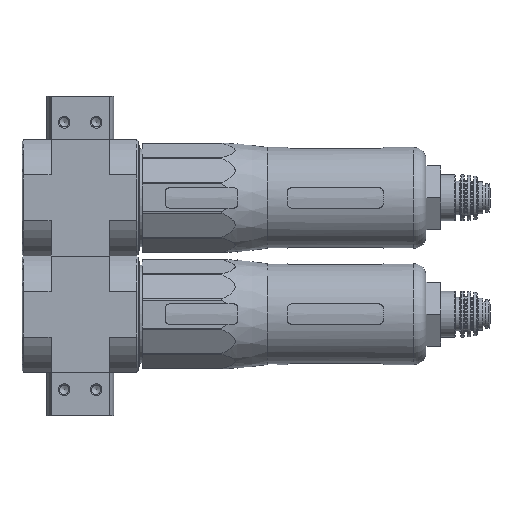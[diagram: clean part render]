
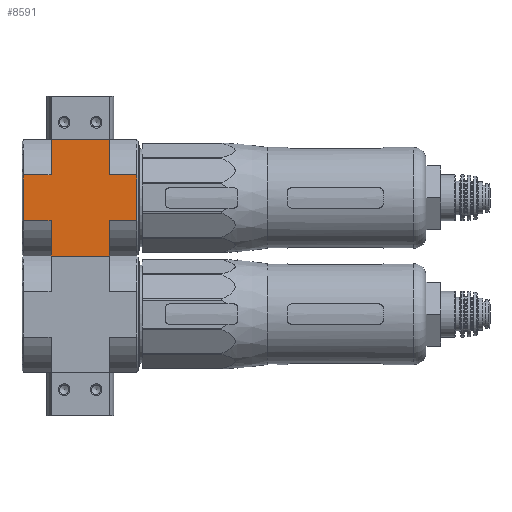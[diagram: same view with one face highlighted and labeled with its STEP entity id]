
A CAD part, left-side view. The second image highlights one B-rep face of the part: STEP entity #8591.
In plain terms, the highlighted face is planar.
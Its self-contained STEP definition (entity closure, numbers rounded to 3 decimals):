
#1895=ORIENTED_EDGE('',*,*,#3976,.T.);
#1896=ORIENTED_EDGE('',*,*,#3977,.F.);
#1897=ORIENTED_EDGE('',*,*,#3978,.T.);
#1898=ORIENTED_EDGE('',*,*,#3979,.F.);
#1899=ORIENTED_EDGE('',*,*,#3974,.T.);
#1900=ORIENTED_EDGE('',*,*,#3980,.T.);
#1901=ORIENTED_EDGE('',*,*,#3981,.F.);
#1902=ORIENTED_EDGE('',*,*,#3982,.T.);
#1903=ORIENTED_EDGE('',*,*,#3983,.F.);
#1904=ORIENTED_EDGE('',*,*,#3984,.T.);
#1905=ORIENTED_EDGE('',*,*,#3943,.F.);
#1906=ORIENTED_EDGE('',*,*,#3985,.F.);
#3943=EDGE_CURVE('',#5025,#5026,#5782,.T.);
#3974=EDGE_CURVE('',#5055,#5054,#5810,.T.);
#3976=EDGE_CURVE('',#5056,#5057,#5812,.F.);
#3977=EDGE_CURVE('',#5058,#5057,#5813,.T.);
#3978=EDGE_CURVE('',#5058,#5059,#5814,.T.);
#3979=EDGE_CURVE('',#5055,#5059,#5815,.T.);
#3980=EDGE_CURVE('',#5054,#5060,#5816,.T.);
#3981=EDGE_CURVE('',#5061,#5060,#5817,.T.);
#3982=EDGE_CURVE('',#5061,#5062,#5818,.T.);
#3983=EDGE_CURVE('',#5063,#5062,#5819,.F.);
#3984=EDGE_CURVE('',#5063,#5026,#5820,.T.);
#3985=EDGE_CURVE('',#5056,#5025,#5821,.T.);
#5025=VERTEX_POINT('',#16432);
#5026=VERTEX_POINT('',#16434);
#5054=VERTEX_POINT('',#16494);
#5055=VERTEX_POINT('',#16496);
#5056=VERTEX_POINT('',#16500);
#5057=VERTEX_POINT('',#16501);
#5058=VERTEX_POINT('',#16503);
#5059=VERTEX_POINT('',#16505);
#5060=VERTEX_POINT('',#16508);
#5061=VERTEX_POINT('',#16510);
#5062=VERTEX_POINT('',#16512);
#5063=VERTEX_POINT('',#16514);
#5782=LINE('',#16433,#6338);
#5810=LINE('',#16495,#6366);
#5812=LINE('',#16499,#6368);
#5813=LINE('',#16502,#6369);
#5814=LINE('',#16504,#6370);
#5815=LINE('',#16506,#6371);
#5816=LINE('',#16507,#6372);
#5817=LINE('',#16509,#6373);
#5818=LINE('',#16511,#6374);
#5819=LINE('',#16513,#6375);
#5820=LINE('',#16515,#6376);
#5821=LINE('',#16516,#6377);
#6338=VECTOR('',#13628,1000.);
#6366=VECTOR('',#13666,1000.);
#6368=VECTOR('',#13670,1000.);
#6369=VECTOR('',#13671,1000.);
#6370=VECTOR('',#13672,1000.);
#6371=VECTOR('',#13673,1000.);
#6372=VECTOR('',#13674,1000.);
#6373=VECTOR('',#13675,1000.);
#6374=VECTOR('',#13676,1000.);
#6375=VECTOR('',#13677,1000.);
#6376=VECTOR('',#13678,1000.);
#6377=VECTOR('',#13679,1000.);
#6905=EDGE_LOOP('',(#1895,#1896,#1897,#1898,#1899,#1900,#1901,#1902,#1903,
#1904,#1905,#1906));
#7658=FACE_BOUND('',#6905,.T.);
#8243=PLANE('',#12047);
#8591=ADVANCED_FACE('',(#7658),#8243,.F.);
#12047=AXIS2_PLACEMENT_3D('',#16498,#13668,#13669);
#13628=DIRECTION('',(0.,-1.,0.));
#13666=DIRECTION('',(0.,-1.,0.));
#13668=DIRECTION('',(0.,0.,1.));
#13669=DIRECTION('',(1.,0.,0.));
#13670=DIRECTION('',(0.,-1.,0.));
#13671=DIRECTION('',(-1.,0.,0.));
#13672=DIRECTION('',(0.,-1.,0.));
#13673=DIRECTION('',(-1.,0.,0.));
#13674=DIRECTION('',(-1.,0.,0.));
#13675=DIRECTION('',(0.,1.,0.));
#13676=DIRECTION('',(-1.,0.,0.));
#13677=DIRECTION('',(0.,1.,0.));
#13678=DIRECTION('',(-1.,0.,0.));
#13679=DIRECTION('',(-1.,0.,0.));
#16432=CARTESIAN_POINT('',(-20.,10.,-20.));
#16433=CARTESIAN_POINT('',(-20.,20.,-20.));
#16434=CARTESIAN_POINT('',(-20.,-10.,-20.));
#16494=CARTESIAN_POINT('',(20.,-10.,-20.));
#16495=CARTESIAN_POINT('',(20.,20.,-20.));
#16496=CARTESIAN_POINT('',(20.,10.,-20.));
#16498=CARTESIAN_POINT('',(20.,20.,-20.));
#16499=CARTESIAN_POINT('',(-7.89,30.,-20.));
#16500=CARTESIAN_POINT('',(-7.89,10.,-20.));
#16501=CARTESIAN_POINT('',(-7.89,19.5,-20.));
#16502=CARTESIAN_POINT('',(20.,19.5,-20.));
#16503=CARTESIAN_POINT('',(7.89,19.5,-20.));
#16504=CARTESIAN_POINT('',(7.89,30.,-20.));
#16505=CARTESIAN_POINT('',(7.89,10.,-20.));
#16506=CARTESIAN_POINT('',(20.,10.,-20.));
#16507=CARTESIAN_POINT('',(20.,-10.,-20.));
#16508=CARTESIAN_POINT('',(7.89,-10.,-20.));
#16509=CARTESIAN_POINT('',(7.89,-30.,-20.));
#16510=CARTESIAN_POINT('',(7.89,-19.5,-20.));
#16511=CARTESIAN_POINT('',(20.,-19.5,-20.));
#16512=CARTESIAN_POINT('',(-7.89,-19.5,-20.));
#16513=CARTESIAN_POINT('',(-7.89,-30.,-20.));
#16514=CARTESIAN_POINT('',(-7.89,-10.,-20.));
#16515=CARTESIAN_POINT('',(20.,-10.,-20.));
#16516=CARTESIAN_POINT('',(20.,10.,-20.));
